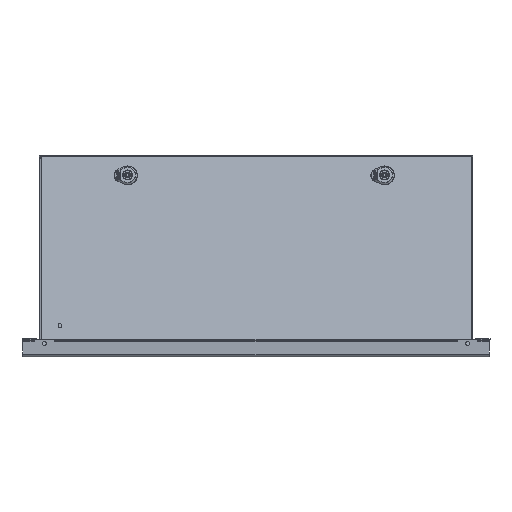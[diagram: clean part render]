
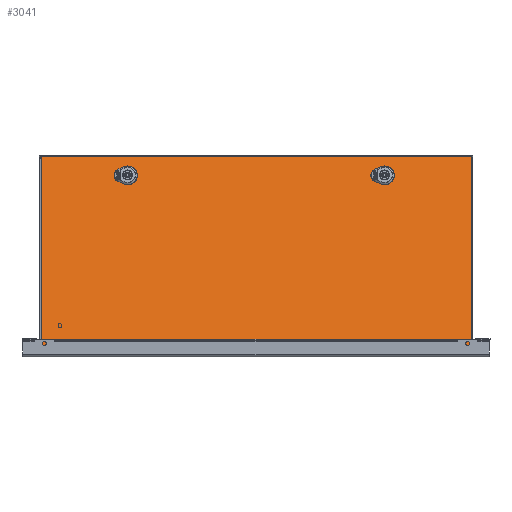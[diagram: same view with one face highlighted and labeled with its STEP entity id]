
A CAD part, left-side view. The second image highlights one B-rep face of the part: STEP entity #3041.
In plain terms, the highlighted face is planar.
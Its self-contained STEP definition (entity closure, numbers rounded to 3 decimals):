
#1882=B_SPLINE_CURVE_WITH_KNOTS('',1,(#21418,#21419),.UNSPECIFIED.,.F.,
 .F.,(2,2),(0.,1.),.UNSPECIFIED.);
#1905=B_SPLINE_CURVE_WITH_KNOTS('',1,(#21763,#21764,#21765,#21766,#21767),
 .UNSPECIFIED.,.F.,.F.,(2,1,1,1,2),(0.,0.204,0.728,
0.885,1.),.UNSPECIFIED.);
#2089=FACE_BOUND('',#4171,.T.);
#2090=FACE_BOUND('',#4172,.T.);
#2091=FACE_BOUND('',#4173,.T.);
#2534=PLANE('',#11689);
#3041=ADVANCED_FACE('F36',(#2089,#2090,#2091),#2534,.T.);
#4171=EDGE_LOOP('',(#6819,#6820,#6821,#6822,#6823,#6824,#6825,#6826));
#4172=EDGE_LOOP('',(#6827,#6828,#6829,#6830,#6831,#6832,#6833,#6834));
#4173=EDGE_LOOP('',(#6835,#6836,#6837,#6838,#6839,#6840,#6841,#6842));
#4534=CIRCLE('',#11575,11.25);
#4536=CIRCLE('',#11579,11.25);
#4538=CIRCLE('',#11583,11.25);
#4540=CIRCLE('',#11587,11.25);
#4542=CIRCLE('',#11591,11.25);
#4544=CIRCLE('',#11595,11.25);
#4546=CIRCLE('',#11599,11.25);
#4548=CIRCLE('',#11603,11.25);
#6819=ORIENTED_EDGE('',*,*,#9344,.T.);
#6820=ORIENTED_EDGE('',*,*,#9341,.F.);
#6821=ORIENTED_EDGE('',*,*,#9338,.F.);
#6822=ORIENTED_EDGE('',*,*,#9267,.F.);
#6823=ORIENTED_EDGE('',*,*,#9207,.T.);
#6824=ORIENTED_EDGE('',*,*,#9345,.T.);
#6825=ORIENTED_EDGE('',*,*,#9346,.F.);
#6826=ORIENTED_EDGE('',*,*,#9347,.T.);
#6827=ORIENTED_EDGE('',*,*,#9204,.T.);
#6828=ORIENTED_EDGE('',*,*,#9201,.T.);
#6829=ORIENTED_EDGE('',*,*,#9198,.T.);
#6830=ORIENTED_EDGE('',*,*,#9195,.T.);
#6831=ORIENTED_EDGE('',*,*,#9192,.T.);
#6832=ORIENTED_EDGE('',*,*,#9189,.T.);
#6833=ORIENTED_EDGE('',*,*,#9186,.T.);
#6834=ORIENTED_EDGE('',*,*,#9183,.T.);
#6835=ORIENTED_EDGE('',*,*,#9180,.T.);
#6836=ORIENTED_EDGE('',*,*,#9177,.T.);
#6837=ORIENTED_EDGE('',*,*,#9174,.T.);
#6838=ORIENTED_EDGE('',*,*,#9171,.T.);
#6839=ORIENTED_EDGE('',*,*,#9168,.T.);
#6840=ORIENTED_EDGE('',*,*,#9165,.T.);
#6841=ORIENTED_EDGE('',*,*,#9162,.T.);
#6842=ORIENTED_EDGE('',*,*,#9159,.T.);
#7964=VERTEX_POINT('',#21321);
#7966=VERTEX_POINT('',#21324);
#7968=VERTEX_POINT('',#21330);
#7970=VERTEX_POINT('',#21336);
#7972=VERTEX_POINT('',#21342);
#7974=VERTEX_POINT('',#21348);
#7976=VERTEX_POINT('',#21354);
#7978=VERTEX_POINT('',#21360);
#7980=VERTEX_POINT('',#21369);
#7982=VERTEX_POINT('',#21372);
#7984=VERTEX_POINT('',#21378);
#7986=VERTEX_POINT('',#21384);
#7988=VERTEX_POINT('',#21390);
#7990=VERTEX_POINT('',#21396);
#7992=VERTEX_POINT('',#21402);
#7994=VERTEX_POINT('',#21408);
#7996=VERTEX_POINT('',#21420);
#7997=VERTEX_POINT('',#21421);
#8035=VERTEX_POINT('',#21593);
#8076=VERTEX_POINT('',#21748);
#8077=VERTEX_POINT('',#21754);
#8078=VERTEX_POINT('',#21758);
#8079=VERTEX_POINT('',#21762);
#8080=VERTEX_POINT('',#21768);
#9159=EDGE_CURVE('E180',#7966,#7964,#10045,.T.);
#9162=EDGE_CURVE('E179',#7968,#7966,#4534,.T.);
#9165=EDGE_CURVE('E178',#7970,#7968,#10049,.T.);
#9168=EDGE_CURVE('E177',#7972,#7970,#4536,.T.);
#9171=EDGE_CURVE('E176',#7974,#7972,#10053,.T.);
#9174=EDGE_CURVE('E175',#7976,#7974,#4538,.T.);
#9177=EDGE_CURVE('E174',#7978,#7976,#10057,.T.);
#9180=EDGE_CURVE('E173',#7964,#7978,#4540,.T.);
#9183=EDGE_CURVE('E172',#7982,#7980,#10061,.T.);
#9186=EDGE_CURVE('E171',#7984,#7982,#4542,.T.);
#9189=EDGE_CURVE('E170',#7986,#7984,#10065,.T.);
#9192=EDGE_CURVE('E169',#7988,#7986,#4544,.T.);
#9195=EDGE_CURVE('E168',#7990,#7988,#10069,.T.);
#9198=EDGE_CURVE('E167',#7992,#7990,#4546,.T.);
#9201=EDGE_CURVE('E166',#7994,#7992,#10073,.T.);
#9204=EDGE_CURVE('E165',#7980,#7994,#4548,.T.);
#9207=EDGE_CURVE('E162',#7996,#7997,#1882,.T.);
#9267=EDGE_CURVE('E106',#7996,#8035,#10101,.T.);
#9338=EDGE_CURVE('E116',#8035,#8076,#10152,.T.);
#9341=EDGE_CURVE('E102',#8076,#8077,#10154,.T.);
#9344=EDGE_CURVE('E161',#8078,#8077,#10156,.T.);
#9345=EDGE_CURVE('E163',#7997,#8079,#10157,.T.);
#9346=EDGE_CURVE('E124',#8080,#8079,#1905,.T.);
#9347=EDGE_CURVE('E164',#8080,#8078,#10158,.T.);
#10045=LINE('',#21323,#10731);
#10049=LINE('',#21335,#10735);
#10053=LINE('',#21347,#10739);
#10057=LINE('',#21359,#10743);
#10061=LINE('',#21371,#10747);
#10065=LINE('',#21383,#10751);
#10069=LINE('',#21395,#10755);
#10073=LINE('',#21407,#10759);
#10101=LINE('',#21596,#10787);
#10152=LINE('',#21747,#10838);
#10154=LINE('',#21753,#10840);
#10156=LINE('',#21759,#10842);
#10157=LINE('',#21761,#10843);
#10158=LINE('',#21769,#10844);
#10731=VECTOR('',#13505,1.);
#10735=VECTOR('',#13517,1.);
#10739=VECTOR('',#13529,1.);
#10743=VECTOR('',#13541,1.);
#10747=VECTOR('',#13553,1.);
#10751=VECTOR('',#13565,1.);
#10755=VECTOR('',#13577,1.);
#10759=VECTOR('',#13589,1.);
#10787=VECTOR('',#13695,1.);
#10838=VECTOR('',#13830,1.);
#10840=VECTOR('',#13838,1.);
#10842=VECTOR('',#13844,1.);
#10843=VECTOR('',#13847,1.);
#10844=VECTOR('',#13848,1.);
#11575=AXIS2_PLACEMENT_3D('',#21329,#13510,#13511);
#11579=AXIS2_PLACEMENT_3D('',#21341,#13522,#13523);
#11583=AXIS2_PLACEMENT_3D('',#21353,#13534,#13535);
#11587=AXIS2_PLACEMENT_3D('',#21365,#13546,#13547);
#11591=AXIS2_PLACEMENT_3D('',#21377,#13558,#13559);
#11595=AXIS2_PLACEMENT_3D('',#21389,#13570,#13571);
#11599=AXIS2_PLACEMENT_3D('',#21401,#13582,#13583);
#11603=AXIS2_PLACEMENT_3D('',#21413,#13594,#13595);
#11689=AXIS2_PLACEMENT_3D('',#21770,#13849,#13850);
#13505=DIRECTION('',(-1.,0.,0.));
#13510=DIRECTION('',(0.,0.,-1.));
#13511=DIRECTION('',(-1.,0.,0.));
#13517=DIRECTION('',(0.,-1.,0.));
#13522=DIRECTION('',(0.,0.,-1.));
#13523=DIRECTION('',(-1.,0.,0.));
#13529=DIRECTION('',(1.,0.,0.));
#13534=DIRECTION('',(0.,0.,-1.));
#13535=DIRECTION('',(-1.,0.,0.));
#13541=DIRECTION('',(0.,1.,0.));
#13546=DIRECTION('',(0.,0.,-1.));
#13547=DIRECTION('',(-1.,0.,0.));
#13553=DIRECTION('',(0.,1.,0.));
#13558=DIRECTION('',(0.,0.,-1.));
#13559=DIRECTION('',(-1.,0.,0.));
#13565=DIRECTION('',(-1.,0.,0.));
#13570=DIRECTION('',(0.,0.,-1.));
#13571=DIRECTION('',(-1.,0.,0.));
#13577=DIRECTION('',(0.,-1.,0.));
#13582=DIRECTION('',(0.,0.,-1.));
#13583=DIRECTION('',(-1.,0.,0.));
#13589=DIRECTION('',(1.,0.,0.));
#13594=DIRECTION('',(0.,0.,-1.));
#13595=DIRECTION('',(-1.,0.,0.));
#13695=DIRECTION('',(0.,-1.,0.));
#13830=DIRECTION('',(-1.,0.,0.));
#13838=DIRECTION('',(0.,1.,0.));
#13844=DIRECTION('',(1.,0.,0.));
#13847=DIRECTION('',(0.,1.,0.));
#13848=DIRECTION('',(0.,-1.,0.));
#13849=DIRECTION('',(0.,0.,1.));
#13850=DIRECTION('',(-1.,0.,0.));
#21321=CARTESIAN_POINT('',(676.22,-1129.528,-23.749));
#21323=CARTESIAN_POINT('',(681.225,-1129.528,-23.749));
#21324=CARTESIAN_POINT('',(686.231,-1129.528,-23.749));
#21329=CARTESIAN_POINT('',(681.225,-1119.453,-23.749));
#21330=CARTESIAN_POINT('',(691.375,-1124.305,-23.749));
#21335=CARTESIAN_POINT('',(691.375,-1119.453,-23.749));
#21336=CARTESIAN_POINT('',(691.375,-1114.601,-23.749));
#21341=CARTESIAN_POINT('',(681.225,-1119.453,-23.749));
#21342=CARTESIAN_POINT('',(686.231,-1109.378,-23.749));
#21347=CARTESIAN_POINT('',(681.225,-1109.378,-23.749));
#21348=CARTESIAN_POINT('',(676.22,-1109.378,-23.749));
#21353=CARTESIAN_POINT('',(681.225,-1119.453,-23.749));
#21354=CARTESIAN_POINT('',(671.025,-1114.707,-23.749));
#21359=CARTESIAN_POINT('',(671.025,-1119.453,-23.749));
#21360=CARTESIAN_POINT('',(671.025,-1124.199,-23.749));
#21365=CARTESIAN_POINT('',(681.225,-1119.453,-23.749));
#21369=CARTESIAN_POINT('',(234.025,-1114.707,-23.749));
#21371=CARTESIAN_POINT('',(234.025,-1119.453,-23.749));
#21372=CARTESIAN_POINT('',(234.025,-1124.199,-23.749));
#21377=CARTESIAN_POINT('',(244.225,-1119.453,-23.749));
#21378=CARTESIAN_POINT('',(239.22,-1129.528,-23.749));
#21383=CARTESIAN_POINT('',(244.225,-1129.528,-23.749));
#21384=CARTESIAN_POINT('',(249.231,-1129.528,-23.749));
#21389=CARTESIAN_POINT('',(244.225,-1119.453,-23.749));
#21390=CARTESIAN_POINT('',(254.375,-1124.305,-23.749));
#21395=CARTESIAN_POINT('',(254.375,-1119.453,-23.749));
#21396=CARTESIAN_POINT('',(254.375,-1114.601,-23.749));
#21401=CARTESIAN_POINT('',(244.225,-1119.453,-23.749));
#21402=CARTESIAN_POINT('',(249.231,-1109.378,-23.749));
#21407=CARTESIAN_POINT('',(244.225,-1109.378,-23.749));
#21408=CARTESIAN_POINT('',(239.22,-1109.378,-23.749));
#21413=CARTESIAN_POINT('',(244.225,-1119.453,-23.749));
#21418=CARTESIAN_POINT('',(828.425,-1088.456,-23.749));
#21419=CARTESIAN_POINT('',(830.025,-1088.456,-23.749));
#21420=CARTESIAN_POINT('',(828.425,-1088.456,-23.749));
#21421=CARTESIAN_POINT('',(830.025,-1088.456,-23.749));
#21593=CARTESIAN_POINT('',(828.425,-1425.653,-23.749));
#21596=CARTESIAN_POINT('',(828.425,-1257.054,-23.749));
#21747=CARTESIAN_POINT('',(562.725,-1425.653,-23.749));
#21748=CARTESIAN_POINT('',(97.025,-1425.653,-23.749));
#21753=CARTESIAN_POINT('',(97.025,-1257.053,-23.749));
#21754=CARTESIAN_POINT('',(97.025,-1088.453,-23.749));
#21758=CARTESIAN_POINT('',(95.425,-1088.453,-23.749));
#21759=CARTESIAN_POINT('',(96.225,-1088.453,-23.749));
#21761=CARTESIAN_POINT('',(830.026,-1086.253,-23.749));
#21762=CARTESIAN_POINT('',(830.025,-1086.253,-23.749));
#21763=CARTESIAN_POINT('',(-24.533,-1086.253,-23.749));
#21764=CARTESIAN_POINT('',(215.235,-1086.253,-23.749));
#21765=CARTESIAN_POINT('',(830.025,-1086.253,-23.749));
#21766=CARTESIAN_POINT('',(1014.462,-1086.253,-23.749));
#21767=CARTESIAN_POINT('',(1149.984,-1086.253,-23.749));
#21768=CARTESIAN_POINT('',(95.425,-1086.253,-23.749));
#21769=CARTESIAN_POINT('',(95.425,-1087.353,-23.749));
#21770=CARTESIAN_POINT('',(830.025,-1086.253,-23.749));
